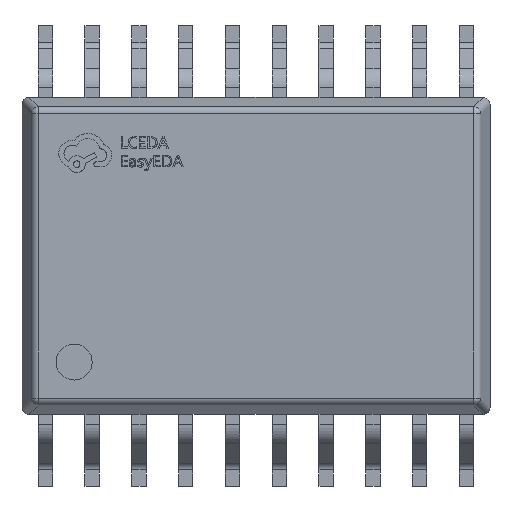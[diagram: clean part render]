
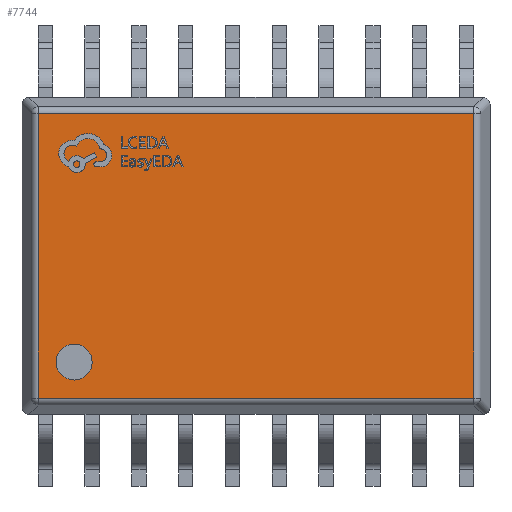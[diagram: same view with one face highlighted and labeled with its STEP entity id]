
A CAD part, top view. The second image highlights one B-rep face of the part: STEP entity #7744.
In plain terms, the highlighted planar face has unit normal (0, 0, 1).
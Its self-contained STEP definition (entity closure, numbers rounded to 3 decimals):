
#145 = ORIENTED_EDGE ( 'NONE', *, *, #17364, .T. ) ;
#328 = VERTEX_POINT ( 'NONE', #11200 ) ;
#732 = EDGE_CURVE ( 'NONE', #328, #22718, #28115, .T. ) ;
#789 = CARTESIAN_POINT ( 'NONE',  ( 0., 1.976, 1.3 ) ) ;
#1543 = LINE ( 'NONE', #7061, #2158 ) ;
#2158 = VECTOR ( 'NONE', #11848, 1000. ) ;
#3270 = CARTESIAN_POINT ( 'NONE',  ( -2.526, -1.476, 1.3 ) ) ;
#3463 = DIRECTION ( 'NONE',  ( -1., 0., 0. ) ) ;
#3823 = CARTESIAN_POINT ( 'NONE',  ( 3.026, 1.976, 1.3 ) ) ;
#3973 = CARTESIAN_POINT ( 'NONE',  ( -3.026, 0., 1.3 ) ) ;
#4209 = CIRCLE ( 'NONE', #20406, 0.25 ) ;
#6044 = CARTESIAN_POINT ( 'NONE',  ( 3.026, -1.976, 1.3 ) ) ;
#6987 = CARTESIAN_POINT ( 'NONE',  ( 0., 0., 1.3 ) ) ;
#7061 = CARTESIAN_POINT ( 'NONE',  ( 3.026, 0., 1.3 ) ) ;
#7327 = PLANE ( 'NONE',  #21970 ) ;
#7744 = ADVANCED_FACE ( 'NONE', ( #11933, #30187 ), #7327, .T. ) ;
#8893 = CARTESIAN_POINT ( 'NONE',  ( -2.526, -1.476, 1.3 ) ) ;
#10951 = AXIS2_PLACEMENT_3D ( 'NONE', #3270, #32015, #28774 ) ;
#11200 = CARTESIAN_POINT ( 'NONE',  ( -2.776, -1.476, 1.3 ) ) ;
#11826 = VERTEX_POINT ( 'NONE', #6044 ) ;
#11848 = DIRECTION ( 'NONE',  ( 0., 1., 0. ) ) ;
#11852 = VERTEX_POINT ( 'NONE', #18894 ) ;
#11933 = FACE_BOUND ( 'NONE', #21058, .T. ) ;
#12327 = EDGE_LOOP ( 'NONE', ( #18394, #145, #15467, #15855 ) ) ;
#14299 = DIRECTION ( 'NONE',  ( 0., -1., 0. ) ) ;
#14449 = DIRECTION ( 'NONE',  ( 1., 0., 0. ) ) ;
#15206 = EDGE_CURVE ( 'NONE', #11852, #23482, #29694, .T. ) ;
#15456 = ORIENTED_EDGE ( 'NONE', *, *, #732, .F. ) ;
#15467 = ORIENTED_EDGE ( 'NONE', *, *, #15206, .T. ) ;
#15855 = ORIENTED_EDGE ( 'NONE', *, *, #30950, .T. ) ;
#16415 = VERTEX_POINT ( 'NONE', #3823 ) ;
#16754 = CARTESIAN_POINT ( 'NONE',  ( 0., -1.976, 1.3 ) ) ;
#17364 = EDGE_CURVE ( 'NONE', #16415, #11852, #23903, .T. ) ;
#18394 = ORIENTED_EDGE ( 'NONE', *, *, #32172, .T. ) ;
#18841 = DIRECTION ( 'NONE',  ( 1., 0., 0. ) ) ;
#18894 = CARTESIAN_POINT ( 'NONE',  ( -3.026, 1.976, 1.3 ) ) ;
#19332 = VECTOR ( 'NONE', #3463, 1000. ) ;
#19784 = VECTOR ( 'NONE', #22140, 1000. ) ;
#20406 = AXIS2_PLACEMENT_3D ( 'NONE', #8893, #29505, #18841 ) ;
#21058 = EDGE_LOOP ( 'NONE', ( #23533, #15456 ) ) ;
#21970 = AXIS2_PLACEMENT_3D ( 'NONE', #6987, #22372, #14449 ) ;
#22140 = DIRECTION ( 'NONE',  ( 1., 0., 0. ) ) ;
#22372 = DIRECTION ( 'NONE',  ( 0., 0., 1. ) ) ;
#22718 = VERTEX_POINT ( 'NONE', #24354 ) ;
#23482 = VERTEX_POINT ( 'NONE', #31231 ) ;
#23533 = ORIENTED_EDGE ( 'NONE', *, *, #25101, .F. ) ;
#23903 = LINE ( 'NONE', #789, #19332 ) ;
#24354 = CARTESIAN_POINT ( 'NONE',  ( -2.276, -1.476, 1.3 ) ) ;
#24542 = LINE ( 'NONE', #16754, #19784 ) ;
#25101 = EDGE_CURVE ( 'NONE', #22718, #328, #4209, .T. ) ;
#28115 = CIRCLE ( 'NONE', #10951, 0.25 ) ;
#28460 = VECTOR ( 'NONE', #14299, 1000. ) ;
#28774 = DIRECTION ( 'NONE',  ( 1., 0., 0. ) ) ;
#29505 = DIRECTION ( 'NONE',  ( 0., 0., 1. ) ) ;
#29694 = LINE ( 'NONE', #3973, #28460 ) ;
#30187 = FACE_OUTER_BOUND ( 'NONE', #12327, .T. ) ;
#30950 = EDGE_CURVE ( 'NONE', #23482, #11826, #24542, .T. ) ;
#31231 = CARTESIAN_POINT ( 'NONE',  ( -3.026, -1.976, 1.3 ) ) ;
#32015 = DIRECTION ( 'NONE',  ( 0., 0., 1. ) ) ;
#32172 = EDGE_CURVE ( 'NONE', #11826, #16415, #1543, .T. ) ;
